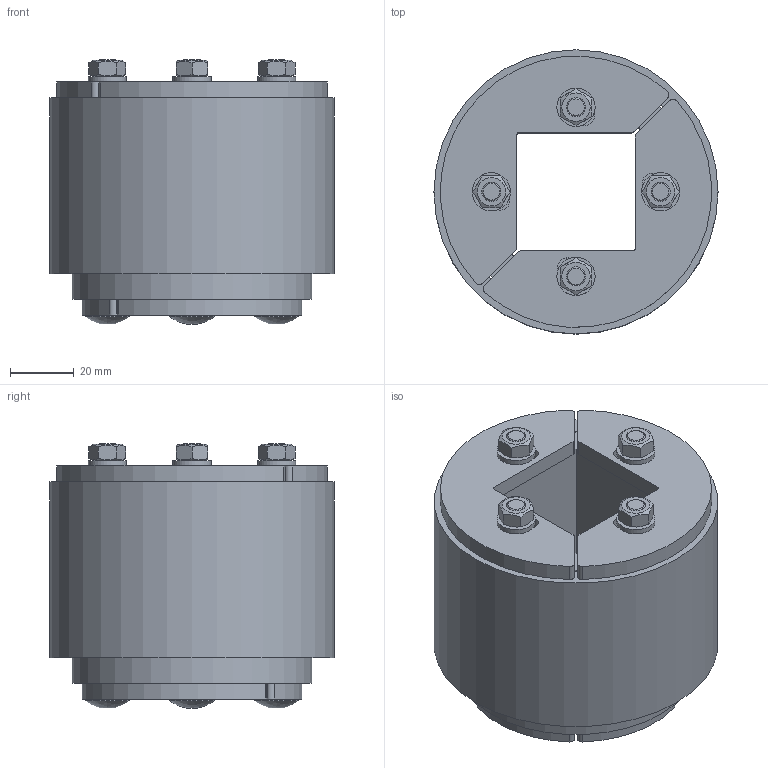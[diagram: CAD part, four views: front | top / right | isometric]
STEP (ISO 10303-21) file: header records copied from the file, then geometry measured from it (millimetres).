
FILE_DESCRIPTION((''),'2;1');
FILE_NAME('R75WEX.stp','2014-03-14T08:23:21',('se-milkar'),(''),'Autodesk Inventor 2013','Autodesk Inventor 2013','');
FILE_SCHEMA(('AUTOMOTIVE_DESIGN { 1 2 10303 214 0 1 1 1 }'));
Length unit declared in the file: millimetre
Products named in the file (9): R75WEX; SEAL_R75; RUBBER_R75EX; FRONT_FITTING_R75_EX; REAR_FITTING_R75_EX; Bolt GOST 7801-81 M6×80; ISO 4032 M6; ISO 7089 6 - 140 HV; SLR75
Assembly tree (19 placements, depth 3):
  R75WEX
    SEAL_R75
      RUBBER_R75EX
      FRONT_FITTING_R75_EX  x2
      REAR_FITTING_R75_EX  x2
    Bolt GOST 7801-81 M6×80  x4
    ISO 4032 M6  x4
    ISO 7089 6 - 140 HV  x4
    SLR75
Bounding box: 89 x 89 x 82.93 mm (x, y, z)
Volume: 302927 mm3; surface area: 94668.8 mm2
Topology: 18 solids, 18 shells, 211 faces, 498 edges, 327 vertices
Faces by surface type: plane 112, cylinder 75, cone 20, sphere 4
Full cylindrical faces by diameter (mm): 4.917 x4, 6 x8, 6.4 x4, 12 x4, 14 x4, 75 x1, 76.5 x1, 89 x1
Entity records: 2943 total; most frequent: DIRECTION 495, CARTESIAN_POINT 476, ORIENTED_EDGE 392, EDGE_CURVE 196, AXIS2_PLACEMENT_3D 195, VERTEX_POINT 140, EDGE_LOOP 130, VECTOR 105
